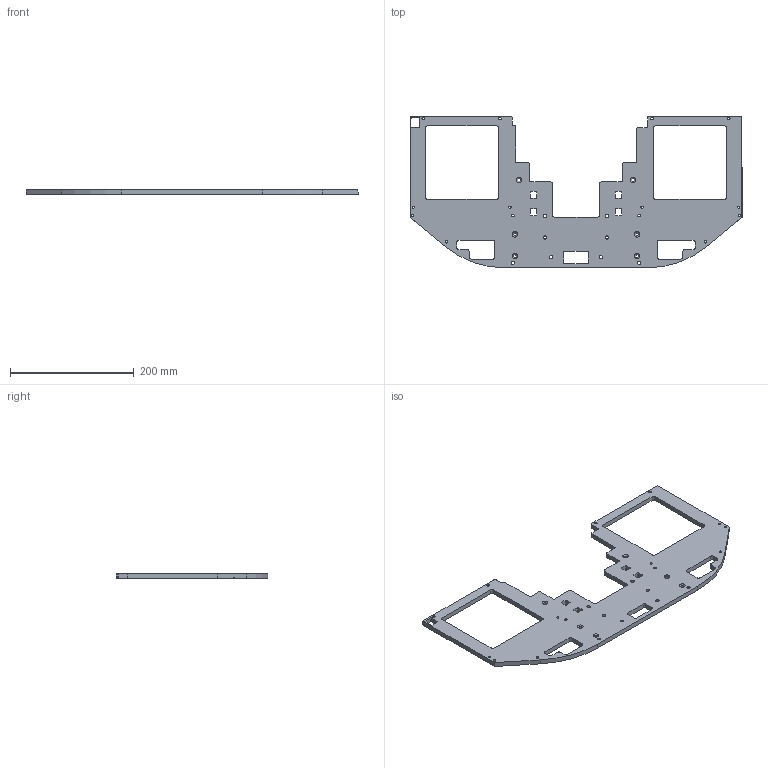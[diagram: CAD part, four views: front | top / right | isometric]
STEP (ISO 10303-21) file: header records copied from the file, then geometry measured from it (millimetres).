
FILE_DESCRIPTION(/* description */ ('UPPER INSTRUMENT PANEL FACE','CAx-IF Rec.Pracs.---Representation and Presentation of Product Manufacturing Information (PMI)---4.0---2014-10-13'),/* implementation_level */ '2;1');
FILE_NAME(/* name */ 'ACRL_OH1A1-12_MOD_A - UPPER INSTRUMENT PANEL FACE.step',/* time_stamp */ '2024-11-28T23:16:39+01:00',/* author */ (''),/* organization */ (''),/* preprocessor_version */ 'ST-DEVELOPER v20',/* originating_system */ 'Autodesk Translation Framework v13.20.0.188',/* authorisation */ '');
FILE_SCHEMA (('AP242_MANAGED_MODEL_BASED_3D_ENGINEERING_MIM_LF { 1 0 10303 442 1 1 4 }'));
Length unit declared in the file: millimetre
Products named in the file (2): OH1A1-12; Face Plate
Assembly tree (1 placements, depth 2):
  OH1A1-12
    Face Plate
Bounding box: 535.94 x 245.19 x 7.79 mm (x, y, z)
Volume: 509070.6 mm3; surface area: 160691.3 mm2
Topology: 1 solids, 1 shells, 188 faces, 528 edges, 346 vertices
Faces by surface type: cylinder 100, plane 72, cone 16
Full cylindrical faces by diameter (mm): 3.8 x6, 4.2 x4, 4.305 x4, 4.915 x5, 4.916 x1, 5.055 x2, 5.309 x6, 5.5 x6, 7.087 x4
Entity records: 6310 total; most frequent: DIRECTION 1116, CARTESIAN_POINT 1061, ORIENTED_EDGE 1048, EDGE_CURVE 524, AXIS2_PLACEMENT_3D 401, VERTEX_POINT 346, LINE 314, VECTOR 314
